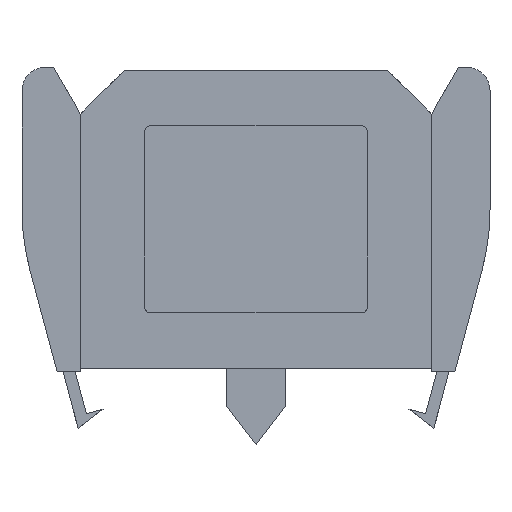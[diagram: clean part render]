
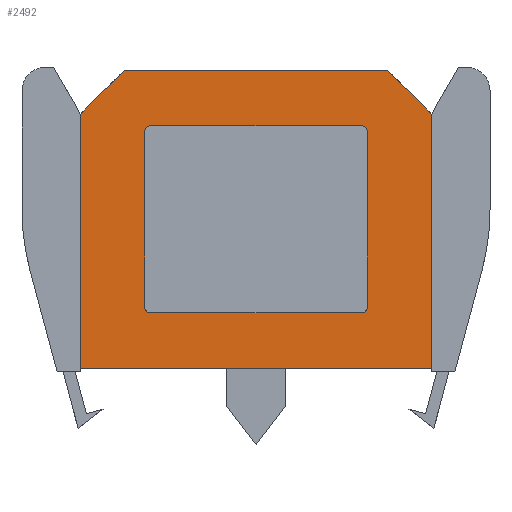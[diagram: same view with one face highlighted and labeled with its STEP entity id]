
A CAD part, top view. The second image highlights one B-rep face of the part: STEP entity #2492.
In plain terms, the highlighted planar face has unit normal (0, 0, 1).
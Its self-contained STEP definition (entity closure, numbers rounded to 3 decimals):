
#54=CIRCLE('',#2622,0.5);
#55=CIRCLE('',#2623,0.5);
#56=CIRCLE('',#2624,0.5);
#57=CIRCLE('',#2625,0.5);
#108=LINE('',#3322,#285);
#110=LINE('',#3329,#287);
#123=LINE('',#3371,#300);
#157=LINE('',#3445,#334);
#158=LINE('',#3450,#335);
#159=LINE('',#3454,#336);
#160=LINE('',#3458,#337);
#161=LINE('',#3462,#338);
#162=LINE('',#3463,#339);
#163=LINE('',#3464,#340);
#285=VECTOR('',#2791,1000.);
#287=VECTOR('',#2797,1000.);
#300=VECTOR('',#2830,1000.);
#334=VECTOR('',#2878,1000.);
#335=VECTOR('',#2883,1000.);
#336=VECTOR('',#2886,1000.);
#337=VECTOR('',#2889,1000.);
#338=VECTOR('',#2892,1000.);
#339=VECTOR('',#2893,1000.);
#340=VECTOR('',#2894,1000.);
#533=ORIENTED_EDGE('',*,*,#1009,.F.);
#534=ORIENTED_EDGE('',*,*,#1010,.F.);
#535=ORIENTED_EDGE('',*,*,#1011,.F.);
#536=ORIENTED_EDGE('',*,*,#1012,.F.);
#537=ORIENTED_EDGE('',*,*,#1013,.F.);
#538=ORIENTED_EDGE('',*,*,#1014,.F.);
#539=ORIENTED_EDGE('',*,*,#1015,.F.);
#540=ORIENTED_EDGE('',*,*,#1016,.F.);
#541=ORIENTED_EDGE('',*,*,#950,.F.);
#542=ORIENTED_EDGE('',*,*,#1017,.T.);
#543=ORIENTED_EDGE('',*,*,#971,.T.);
#544=ORIENTED_EDGE('',*,*,#1018,.T.);
#545=ORIENTED_EDGE('',*,*,#947,.F.);
#546=ORIENTED_EDGE('',*,*,#1008,.T.);
#947=EDGE_CURVE('',#1187,#1180,#108,.T.);
#950=EDGE_CURVE('',#1190,#1191,#110,.T.);
#971=EDGE_CURVE('',#1210,#1209,#123,.T.);
#1008=EDGE_CURVE('',#1187,#1191,#157,.T.);
#1009=EDGE_CURVE('',#1243,#1244,#54,.T.);
#1010=EDGE_CURVE('',#1245,#1243,#158,.T.);
#1011=EDGE_CURVE('',#1246,#1245,#55,.T.);
#1012=EDGE_CURVE('',#1247,#1246,#159,.T.);
#1013=EDGE_CURVE('',#1248,#1247,#56,.T.);
#1014=EDGE_CURVE('',#1249,#1248,#160,.T.);
#1015=EDGE_CURVE('',#1250,#1249,#57,.T.);
#1016=EDGE_CURVE('',#1244,#1250,#161,.T.);
#1017=EDGE_CURVE('',#1190,#1210,#162,.T.);
#1018=EDGE_CURVE('',#1209,#1180,#163,.T.);
#1180=VERTEX_POINT('',#3305);
#1187=VERTEX_POINT('',#3321);
#1190=VERTEX_POINT('',#3328);
#1191=VERTEX_POINT('',#3330);
#1209=VERTEX_POINT('',#3370);
#1210=VERTEX_POINT('',#3372);
#1243=VERTEX_POINT('',#3448);
#1244=VERTEX_POINT('',#3449);
#1245=VERTEX_POINT('',#3451);
#1246=VERTEX_POINT('',#3453);
#1247=VERTEX_POINT('',#3455);
#1248=VERTEX_POINT('',#3457);
#1249=VERTEX_POINT('',#3459);
#1250=VERTEX_POINT('',#3461);
#1373=EDGE_LOOP('',(#533,#534,#535,#536,#537,#538,#539,#540));
#1374=EDGE_LOOP('',(#541,#542,#543,#544,#545,#546));
#1516=FACE_BOUND('',#1373,.T.);
#1517=FACE_BOUND('',#1374,.T.);
#1649=PLANE('',#2621);
#2492=ADVANCED_FACE('',(#1516,#1517),#1649,.T.);
#2621=AXIS2_PLACEMENT_3D('',#3446,#2879,#2880);
#2622=AXIS2_PLACEMENT_3D('',#3447,#2881,#2882);
#2623=AXIS2_PLACEMENT_3D('',#3452,#2884,#2885);
#2624=AXIS2_PLACEMENT_3D('',#3456,#2887,#2888);
#2625=AXIS2_PLACEMENT_3D('',#3460,#2890,#2891);
#2791=DIRECTION('',(0.707,-0.707,0.));
#2797=DIRECTION('',(0.707,0.707,0.));
#2830=DIRECTION('',(1.,0.,0.));
#2878=DIRECTION('',(-1.,0.,0.));
#2879=DIRECTION('',(0.,0.,1.));
#2880=DIRECTION('',(1.,0.,0.));
#2881=DIRECTION('',(0.,0.,1.));
#2882=DIRECTION('',(1.,0.,0.));
#2883=DIRECTION('',(-1.,0.,0.));
#2884=DIRECTION('',(0.,0.,1.));
#2885=DIRECTION('',(1.,0.,0.));
#2886=DIRECTION('',(0.,1.,0.));
#2887=DIRECTION('',(0.,0.,1.));
#2888=DIRECTION('',(1.,0.,0.));
#2889=DIRECTION('',(1.,0.,0.));
#2890=DIRECTION('',(0.,0.,1.));
#2891=DIRECTION('',(1.,0.,0.));
#2892=DIRECTION('',(0.,-1.,0.));
#2893=DIRECTION('',(0.,-1.,0.));
#2894=DIRECTION('',(0.,1.,0.));
#3305=CARTESIAN_POINT('',(15.,9.,4.9));
#3321=CARTESIAN_POINT('',(11.25,12.75,4.9));
#3322=CARTESIAN_POINT('',(12.,12.,4.9));
#3328=CARTESIAN_POINT('',(-15.,9.,4.9));
#3329=CARTESIAN_POINT('',(-12.,12.,4.9));
#3330=CARTESIAN_POINT('',(-11.25,12.75,4.9));
#3370=CARTESIAN_POINT('',(15.,-12.75,4.9));
#3371=CARTESIAN_POINT('',(-16.416,-12.75,4.9));
#3372=CARTESIAN_POINT('',(-15.,-12.75,4.9));
#3445=CARTESIAN_POINT('',(20.,12.75,4.9));
#3446=CARTESIAN_POINT('',(0.,0.,4.9));
#3447=CARTESIAN_POINT('',(-9.,7.5,4.9));
#3448=CARTESIAN_POINT('',(-9.,8.,4.9));
#3449=CARTESIAN_POINT('',(-9.5,7.5,4.9));
#3450=CARTESIAN_POINT('',(9.,8.,4.9));
#3451=CARTESIAN_POINT('',(9.,8.,4.9));
#3452=CARTESIAN_POINT('',(9.,7.5,4.9));
#3453=CARTESIAN_POINT('',(9.5,7.5,4.9));
#3454=CARTESIAN_POINT('',(9.5,-7.5,4.9));
#3455=CARTESIAN_POINT('',(9.5,-7.5,4.9));
#3456=CARTESIAN_POINT('',(9.,-7.5,4.9));
#3457=CARTESIAN_POINT('',(9.,-8.,4.9));
#3458=CARTESIAN_POINT('',(-9.,-8.,4.9));
#3459=CARTESIAN_POINT('',(-9.,-8.,4.9));
#3460=CARTESIAN_POINT('',(-9.,-7.5,4.9));
#3461=CARTESIAN_POINT('',(-9.5,-7.5,4.9));
#3462=CARTESIAN_POINT('',(-9.5,7.5,4.9));
#3463=CARTESIAN_POINT('',(-15.,0.,4.9));
#3464=CARTESIAN_POINT('',(15.,0.,4.9));
